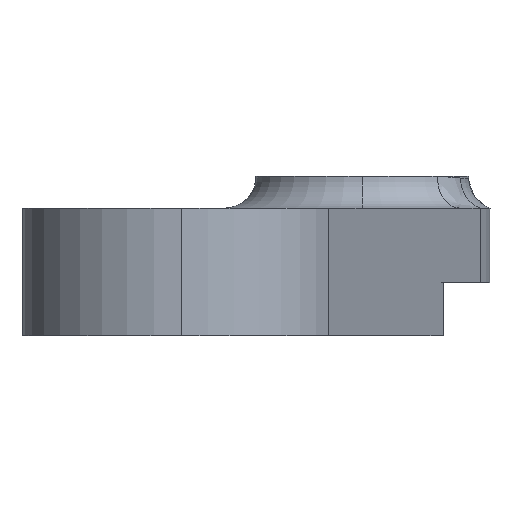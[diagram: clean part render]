
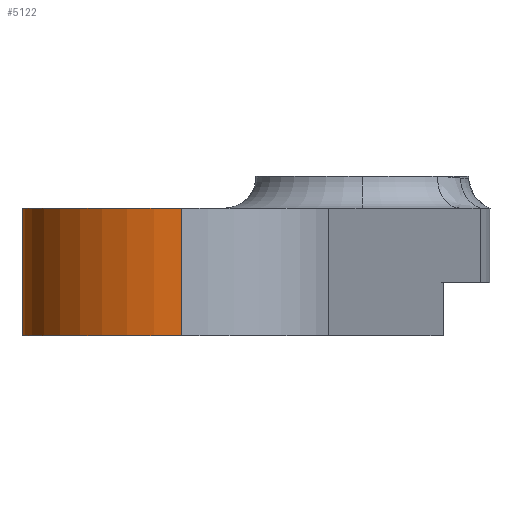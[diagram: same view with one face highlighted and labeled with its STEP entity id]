
A CAD part, left-side view. The second image highlights one B-rep face of the part: STEP entity #5122.
In plain terms, the highlighted cylindrical face has radius 15 mm (diameter 30 mm), a partial arc.
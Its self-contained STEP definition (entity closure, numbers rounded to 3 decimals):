
#231 = ORIENTED_EDGE ( 'NONE', *, *, #468, .T. ) ;
#336 = AXIS2_PLACEMENT_3D ( 'NONE', #2835, #4187, #3873 ) ;
#353 = DIRECTION ( 'NONE',  ( 1., 0., 0. ) ) ;
#468 = EDGE_CURVE ( 'NONE', #1220, #2432, #4826, .T. ) ;
#604 = VECTOR ( 'NONE', #3707, 1000. ) ;
#656 = CARTESIAN_POINT ( 'NONE',  ( -76., 7., 15. ) ) ;
#917 = CARTESIAN_POINT ( 'NONE',  ( -76., 7., 0. ) ) ;
#971 = CIRCLE ( 'NONE', #4106, 15. ) ;
#1220 = VERTEX_POINT ( 'NONE', #4374 ) ;
#1230 = EDGE_CURVE ( 'NONE', #5654, #4646, #971, .T. ) ;
#1258 = FACE_OUTER_BOUND ( 'NONE', #4892, .T. ) ;
#1270 = CARTESIAN_POINT ( 'NONE',  ( -61., 7., 12. ) ) ;
#1365 = CARTESIAN_POINT ( 'NONE',  ( -61., 7., 15. ) ) ;
#1467 = ORIENTED_EDGE ( 'NONE', *, *, #1230, .F. ) ;
#1480 = ORIENTED_EDGE ( 'NONE', *, *, #1499, .F. ) ;
#1499 = EDGE_CURVE ( 'NONE', #4646, #2432, #5027, .T. ) ;
#1598 = LINE ( 'NONE', #2469, #2936 ) ;
#1771 = CYLINDRICAL_SURFACE ( 'NONE', #2806, 15. ) ;
#2118 = DIRECTION ( 'NONE',  ( 0., 0., 1. ) ) ;
#2432 = VERTEX_POINT ( 'NONE', #917 ) ;
#2469 = CARTESIAN_POINT ( 'NONE',  ( -46.303, 10., 15. ) ) ;
#2507 = CARTESIAN_POINT ( 'NONE',  ( -46.303, 10., 12. ) ) ;
#2806 = AXIS2_PLACEMENT_3D ( 'NONE', #1365, #4315, #4844 ) ;
#2835 = CARTESIAN_POINT ( 'NONE',  ( -61., 7., 0. ) ) ;
#2935 = CARTESIAN_POINT ( 'NONE',  ( -76., 7., 12. ) ) ;
#2936 = VECTOR ( 'NONE', #3759, 1000. ) ;
#3465 = ORIENTED_EDGE ( 'NONE', *, *, #3994, .T. ) ;
#3707 = DIRECTION ( 'NONE',  ( 0., 0., -1. ) ) ;
#3759 = DIRECTION ( 'NONE',  ( 0., 0., -1. ) ) ;
#3873 = DIRECTION ( 'NONE',  ( 1., 0., 0. ) ) ;
#3994 = EDGE_CURVE ( 'NONE', #5654, #1220, #1598, .T. ) ;
#4106 = AXIS2_PLACEMENT_3D ( 'NONE', #1270, #2118, #353 ) ;
#4187 = DIRECTION ( 'NONE',  ( 0., 0., 1. ) ) ;
#4315 = DIRECTION ( 'NONE',  ( 0., 0., -1. ) ) ;
#4374 = CARTESIAN_POINT ( 'NONE',  ( -46.303, 10., 0. ) ) ;
#4646 = VERTEX_POINT ( 'NONE', #2935 ) ;
#4826 = CIRCLE ( 'NONE', #336, 15. ) ;
#4844 = DIRECTION ( 'NONE',  ( -1., 0., 0. ) ) ;
#4892 = EDGE_LOOP ( 'NONE', ( #1480, #1467, #3465, #231 ) ) ;
#5027 = LINE ( 'NONE', #656, #604 ) ;
#5122 = ADVANCED_FACE ( 'NONE', ( #1258 ), #1771, .T. ) ;
#5654 = VERTEX_POINT ( 'NONE', #2507 ) ;
